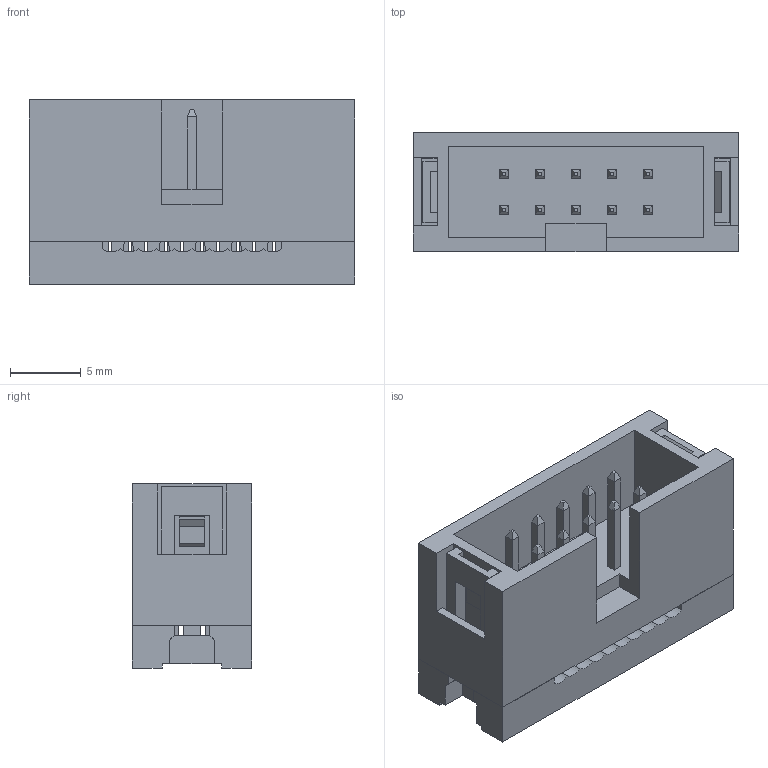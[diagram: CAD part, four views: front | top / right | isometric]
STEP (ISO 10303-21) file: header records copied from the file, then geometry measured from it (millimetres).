
FILE_DESCRIPTION( ( 'Unknown' ), '1' );
FILE_NAME( '61201025821.stp', 'Unknown', ( 'Unknown' ), ( 'Unknown' ), 'PSStep 14.0', 'Unknown', ' ' );
FILE_SCHEMA( ( 'AUTOMOTIVE_DESIGN { 1 0 10303 214 1 1 1 1 }' ) );
Length unit declared in the file: millimetre
Products named in the file (4): Assem1; 6120xx25821_PIN; 61201025821; 61201025821_PAD
Assembly tree (12 placements, depth 2):
  Assem1
    6120xx25821_PIN  x10
    61201025821
    61201025821_PAD
Bounding box: 23 x 8.4 x 13 mm (x, y, z)
Volume: 1534.3 mm3; surface area: 2799.8 mm2
Topology: 12 solids, 12 shells, 510 faces, 1350 edges, 864 vertices
Faces by surface type: plane 460, cylinder 50
Entity records: 11635 total; most frequent: CARTESIAN_POINT 1657, ORIENTED_EDGE 1638, DIRECTION 1463, EDGE_CURVE 819, LINE 771, VECTOR 771, VERTEX_POINT 540, AXIS2_PLACEMENT_3D 346
